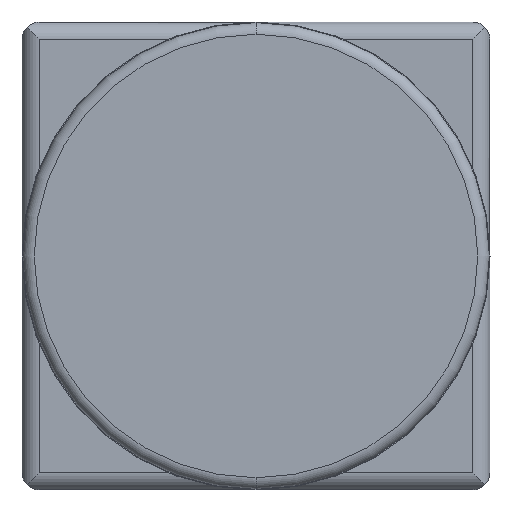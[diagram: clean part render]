
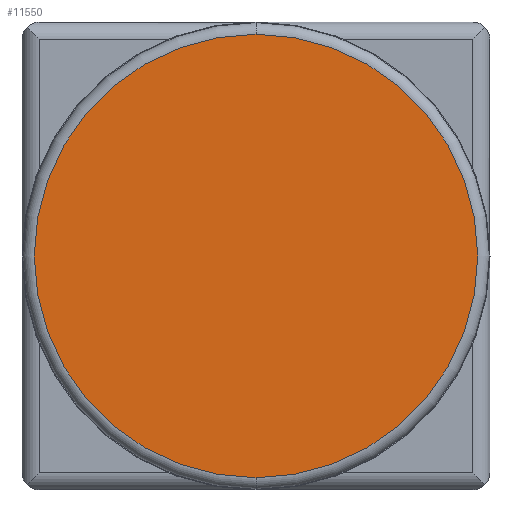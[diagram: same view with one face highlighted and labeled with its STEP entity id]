
A CAD part, front view. The second image highlights one B-rep face of the part: STEP entity #11550.
In plain terms, the highlighted face is planar.
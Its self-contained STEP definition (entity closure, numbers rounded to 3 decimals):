
#11350=CARTESIAN_POINT('',(0.,0.,-16.3));
#11360=DIRECTION('',(0.,0.,-1.));
#11370=DIRECTION('',(0.,1.,0.));
#11380=AXIS2_PLACEMENT_3D('',#11350,#11360,#11370);
#11390=PLANE('',#11380);
#11400=CARTESIAN_POINT('',(0.,0.,-16.3));
#11410=DIRECTION('',(0.,0.,-1.));
#11420=DIRECTION('',(0.,1.,0.));
#11430=AXIS2_PLACEMENT_3D('',#11400,#11410,#11420);
#11440=CIRCLE('',#11430,18.95);
#11450=CARTESIAN_POINT('',(0.,18.95,-16.3));
#11460=VERTEX_POINT('',#11450);
#11470=CARTESIAN_POINT('',(0.,-18.95,-16.3));
#11480=VERTEX_POINT('',#11470);
#11490=EDGE_CURVE('',#11460,#11480,#11440,.T.);
#11500=ORIENTED_EDGE('',*,*,#11490,.T.);
#11510=EDGE_CURVE('',#11480,#11460,#11440,.T.);
#11520=ORIENTED_EDGE('',*,*,#11510,.T.);
#11530=EDGE_LOOP('',(#11520,#11500));
#11540=FACE_OUTER_BOUND('',#11530,.T.);
#11550=ADVANCED_FACE('',(#11540),#11390,.T.);
